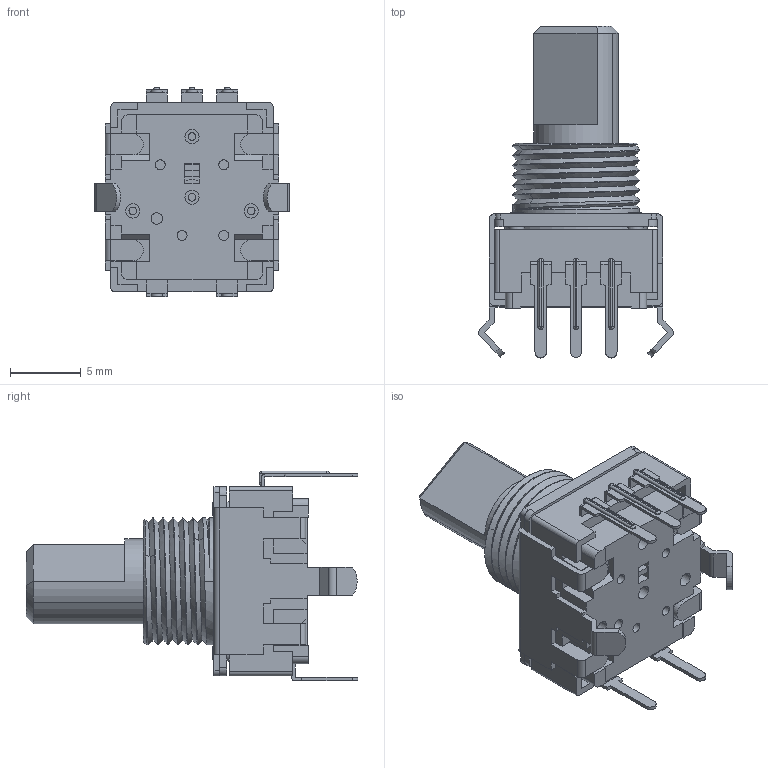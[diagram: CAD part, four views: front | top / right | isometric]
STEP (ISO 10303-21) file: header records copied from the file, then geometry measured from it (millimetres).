
FILE_DESCRIPTION((''),'2;1');
FILE_NAME('PEC12R-3220F-SXXXX','2014-10-07T',('rickb'),('Bourns, Inc.'),'PRO/ENGINEER BY PARAMETRIC TECHNOLOGY CORPORATION, 2012230','PRO/ENGINEER BY PARAMETRIC TECHNOLOGY CORPORATION, 2012230','');
FILE_SCHEMA(('CONFIG_CONTROL_DESIGN'));
Length unit declared in the file: millimetre
Products named in the file (1): PEC12R-3220F-SXXXX
Bounding box: 13.8 x 23.5 x 14.85 mm (x, y, z)
Volume: 1450.9 mm3; surface area: 1568.2 mm2
Topology: 1 solids, 14 shells, 527 faces, 1374 edges, 896 vertices
Faces by surface type: plane 324, cylinder 152, cone 29, bspline 20, torus 2
Entity records: 18074 total; most frequent: CARTESIAN_POINT 4887, ORIENTED_EDGE 2748, DIRECTION 2708, EDGE_CURVE 1374, VECTOR 966, LINE 966, VERTEX_POINT 896, AXIS2_PLACEMENT_3D 871
